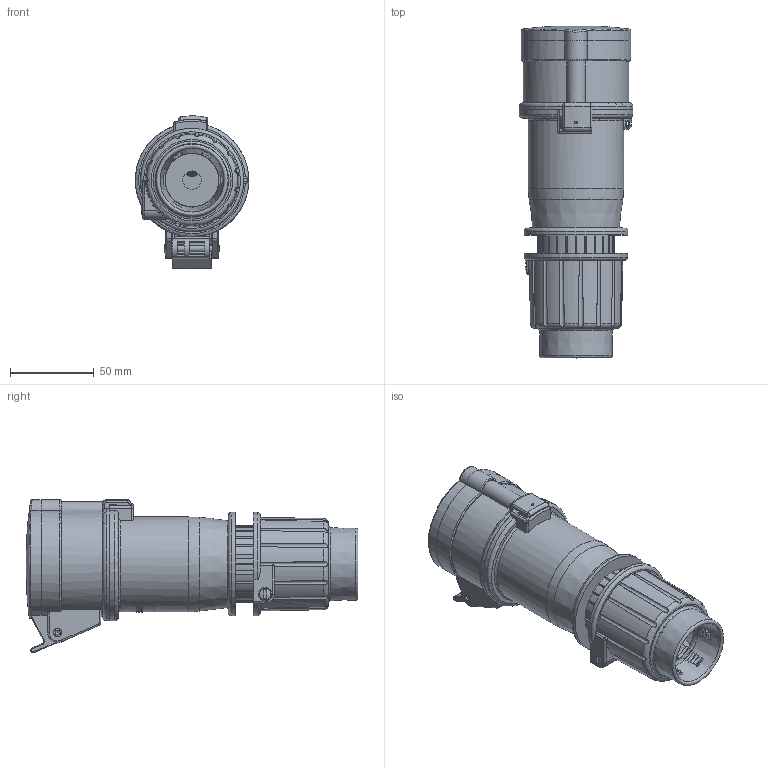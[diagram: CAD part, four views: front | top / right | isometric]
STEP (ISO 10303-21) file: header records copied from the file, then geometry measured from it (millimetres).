
FILE_DESCRIPTION(/* description */ (''),/* implementation_level */ '2;1');
FILE_NAME(/* name */ '4003551.stp',/* time_stamp */ '2019-03-01T11:06:29+01:00',/* author */ (''),/* organization */ (''),/* preprocessor_version */ 'ST-DEVELOPER v16.7',/* originating_system */ 'SIEMENS PLM Software NX 12.0',/* authorisation */ '');
FILE_SCHEMA (('AUTOMOTIVE_DESIGN { 1 0 10303 214 3 1 1 1 }'));
Length unit declared in the file: millimetre
Products named in the file (1): bsom23CC53FBozi9
Bounding box: 67.96 x 198.77 x 91.8 mm (x, y, z)
Volume: 189863.7 mm3; surface area: 162259.2 mm2
Topology: 10 solids, 10 shells, 1191 faces, 3201 edges, 2073 vertices
Faces by surface type: plane 474, cylinder 348, cone 145, torus 138, bspline 69, sphere 17
Full cylindrical faces by diameter (mm): 1.5 x1, 1.8 x3, 2 x1, 2.4 x1, 3 x3, 3.5 x1, 4 x1, 4.2 x2, 4.3 x2, 4.5 x1, 5 x2, 6 x2, 6.3 x4, 6.9 x1, 7.5 x4, 7.938 x1, 8.3 x1, 9.5 x1, 10 x4, 11 x1, 12 x1, 14.3 x1, 14.4 x1, 17.5 x1, 17.6 x1, 20.6 x1, 20.7 x1, 23.8 x1, 23.9 x1, 27 x1
Entity records: 44366 total; most frequent: CARTESIAN_POINT 16060, ORIENTED_EDGE 6026, DIRECTION 5621, EDGE_CURVE 3013, AXIS2_PLACEMENT_3D 2248, VERTEX_POINT 2015, EDGE_LOOP 1400, ADVANCED_FACE 1190
